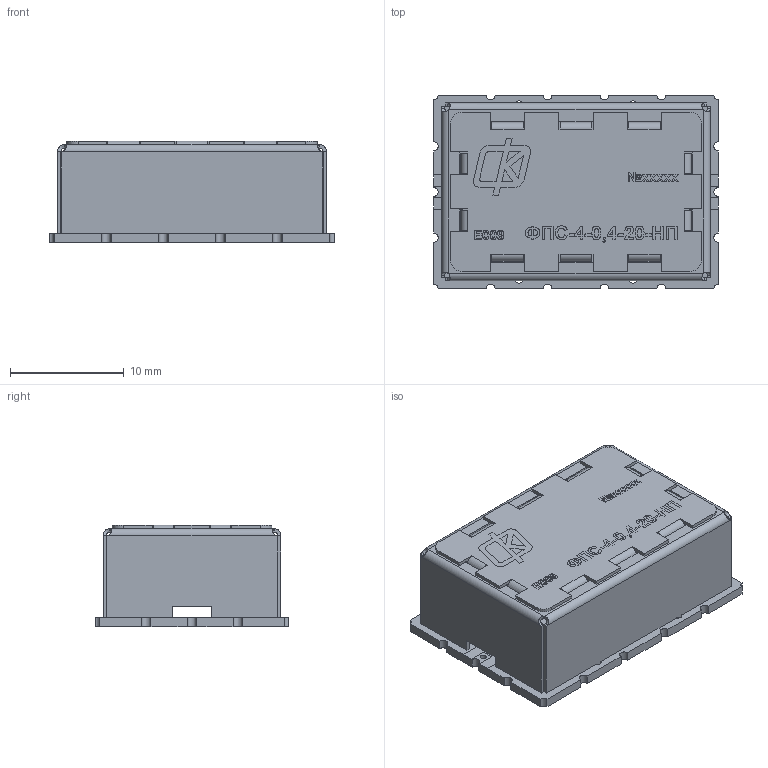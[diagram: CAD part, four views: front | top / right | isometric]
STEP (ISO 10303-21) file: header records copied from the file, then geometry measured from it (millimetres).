
FILE_DESCRIPTION(('STEP AP203'), '1');
FILE_NAME('ÍØÁÀ.468824.050_Ôèëüòð ÔÏÑ-4-0,4-20-ÍÏ', '', ('UNSPECIFIED'), ('UNSPECIFIED'), 'ASCON STEP Converter 1.6', 'ASCON Math Kernel', '');
FILE_SCHEMA(('CONFIG_CONTROL_DESIGN'));
Length unit declared in the file: millimetre
Products named in the file (1): НШБА.468824.050_Фильтр ФПС-4-0,4-20-НП
Bounding box: 25 x 17 x 8.91 mm (x, y, z)
Volume: 638.2 mm3; surface area: 3010.1 mm2
Topology: 3 solids, 3 shells, 700 faces, 1844 edges, 1192 vertices
Faces by surface type: plane 513, bspline 108, cylinder 79
Full cylindrical faces by diameter (mm): 0.5 x2, 0.7 x4
Entity records: 38306 total; most frequent: CARTESIAN_POINT 16208, ORIENTED_EDGE 3676, DIRECTION 2853, EDGE_CURVE 1838, LINE 1383, VECTOR 1383, VERTEX_POINT 1192, EDGE_LOOP 762
